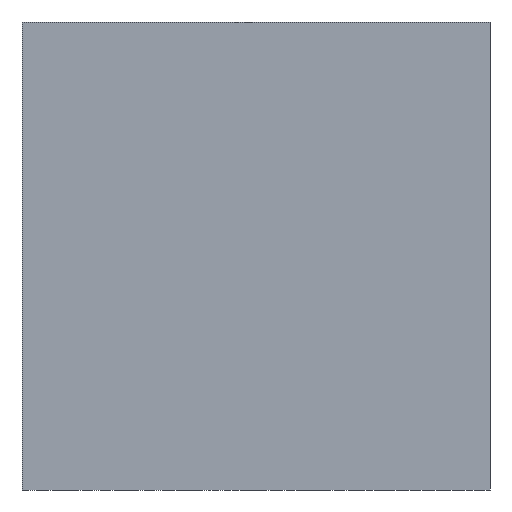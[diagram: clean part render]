
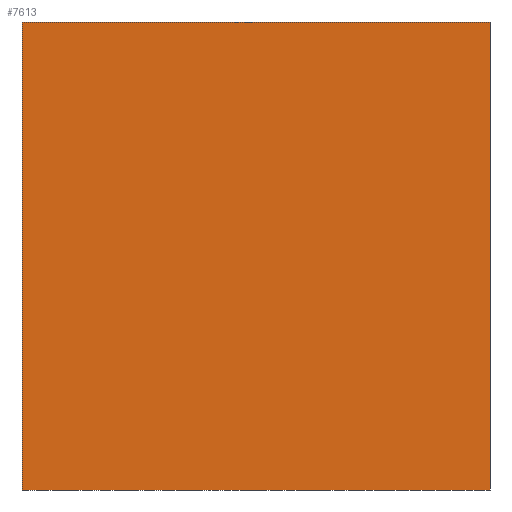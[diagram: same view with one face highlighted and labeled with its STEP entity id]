
A CAD part, front view. The second image highlights one B-rep face of the part: STEP entity #7613.
In plain terms, the highlighted planar face has unit normal (0, -1, 0).
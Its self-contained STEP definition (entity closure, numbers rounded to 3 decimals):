
#631=FACE_OUTER_BOUND('',#1073,.T.);
#1073=EDGE_LOOP('',(#6929,#6930,#6931,#6932));
#2008=LINE('',#12476,#2760);
#2157=LINE('',#12848,#2909);
#2177=LINE('',#12906,#2929);
#2178=LINE('',#12908,#2930);
#2760=VECTOR('',#10200,10.);
#2909=VECTOR('',#10587,10.);
#2929=VECTOR('',#10657,10.);
#2930=VECTOR('',#10660,10.);
#3548=VERTEX_POINT('',#12473);
#3549=VERTEX_POINT('',#12475);
#3653=VERTEX_POINT('',#12846);
#3666=VERTEX_POINT('',#12904);
#4544=EDGE_CURVE('',#3548,#3549,#2008,.T.);
#4740=EDGE_CURVE('',#3653,#3548,#2157,.T.);
#4769=EDGE_CURVE('',#3653,#3666,#2177,.T.);
#4770=EDGE_CURVE('',#3666,#3549,#2178,.T.);
#6929=ORIENTED_EDGE('',*,*,#4769,.T.);
#6930=ORIENTED_EDGE('',*,*,#4770,.T.);
#6931=ORIENTED_EDGE('',*,*,#4544,.F.);
#6932=ORIENTED_EDGE('',*,*,#4740,.F.);
#7207=PLANE('',#8391);
#7613=ADVANCED_FACE('',(#631),#7207,.T.);
#8391=AXIS2_PLACEMENT_3D('',#12907,#10658,#10659);
#10200=DIRECTION('',(0.,0.,1.));
#10587=DIRECTION('',(-1.,0.,0.));
#10657=DIRECTION('',(0.,0.,1.));
#10658=DIRECTION('center_axis',(0.,-1.,0.));
#10659=DIRECTION('ref_axis',(1.,0.,0.));
#10660=DIRECTION('',(-1.,0.,0.));
#12473=CARTESIAN_POINT('',(-12.5,0.,-12.5));
#12475=CARTESIAN_POINT('',(-12.5,0.,12.5));
#12476=CARTESIAN_POINT('',(-12.5,0.,0.));
#12846=CARTESIAN_POINT('',(12.5,0.,-12.5));
#12848=CARTESIAN_POINT('',(0.,0.,-12.5));
#12904=CARTESIAN_POINT('',(12.5,0.,12.5));
#12906=CARTESIAN_POINT('',(12.5,0.,0.));
#12907=CARTESIAN_POINT('Origin',(0.,0.,0.));
#12908=CARTESIAN_POINT('',(0.,0.,12.5));
